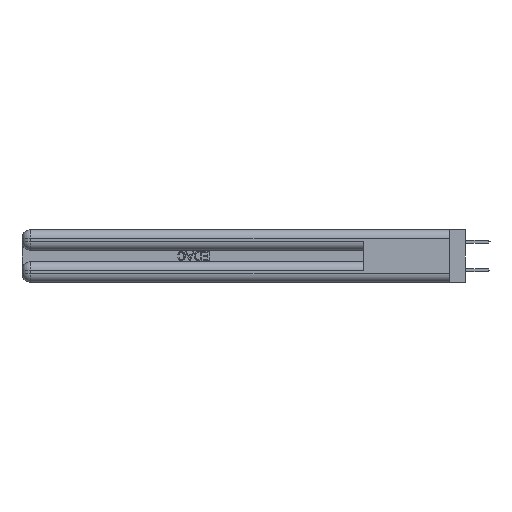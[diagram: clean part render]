
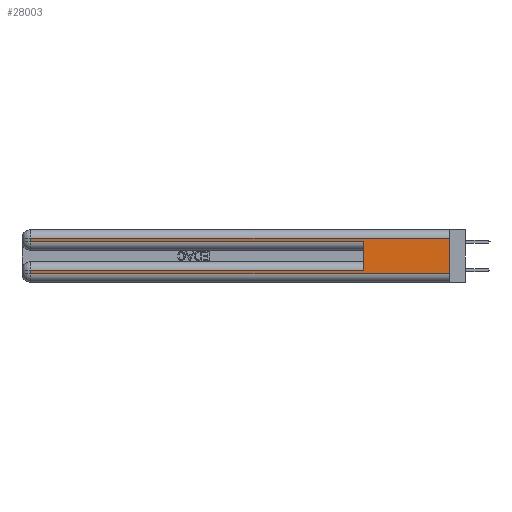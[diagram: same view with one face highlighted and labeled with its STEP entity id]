
A CAD part, left-side view. The second image highlights one B-rep face of the part: STEP entity #28003.
In plain terms, the highlighted planar face has unit normal (-1, 0, 0).
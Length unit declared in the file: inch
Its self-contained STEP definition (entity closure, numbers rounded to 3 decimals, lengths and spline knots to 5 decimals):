
#216 = CARTESIAN_POINT ( 'NONE',  ( 0., 2.94, 0.06 ) ) ;
#1069 = DIRECTION ( 'NONE',  ( 0., 0., -1. ) ) ;
#1334 = DIRECTION ( 'NONE',  ( 0., -1., 0. ) ) ;
#1482 = EDGE_CURVE ( 'NONE', #43041, #15165, #45478, .T. ) ;
#2269 = ORIENTED_EDGE ( 'NONE', *, *, #18396, .F. ) ;
#2392 = CARTESIAN_POINT ( 'NONE',  ( 0., 0., 0.06 ) ) ;
#2852 = EDGE_CURVE ( 'NONE', #23069, #19098, #11147, .T. ) ;
#4395 = ORIENTED_EDGE ( 'NONE', *, *, #2852, .T. ) ;
#4613 = CARTESIAN_POINT ( 'NONE',  ( 0., 2.94, 0.37 ) ) ;
#4693 = DIRECTION ( 'NONE',  ( 1., 0., 0. ) ) ;
#5405 = VECTOR ( 'NONE', #45279, 39.37008 ) ;
#7957 = EDGE_CURVE ( 'NONE', #15165, #38367, #30732, .T. ) ;
#10179 = ORIENTED_EDGE ( 'NONE', *, *, #1482, .T. ) ;
#10239 = EDGE_CURVE ( 'NONE', #38367, #33331, #30659, .T. ) ;
#10861 = VECTOR ( 'NONE', #1334, 39.37008 ) ;
#11147 = LINE ( 'NONE', #4613, #24725 ) ;
#11601 = CARTESIAN_POINT ( 'NONE',  ( 0., 0., 0.31 ) ) ;
#11804 = DIRECTION ( 'NONE',  ( 0., 0., -1. ) ) ;
#13393 = CARTESIAN_POINT ( 'NONE',  ( 0., 2.94, 0.37 ) ) ;
#13718 = EDGE_CURVE ( 'NONE', #19098, #39226, #46261, .T. ) ;
#13948 = CARTESIAN_POINT ( 'NONE',  ( 0., 0., 0.37 ) ) ;
#14011 = EDGE_LOOP ( 'NONE', ( #40810, #38568, #4395, #32082, #2269, #10179, #44949, #14931 ) ) ;
#14931 = ORIENTED_EDGE ( 'NONE', *, *, #10239, .T. ) ;
#15165 = VERTEX_POINT ( 'NONE', #18293 ) ;
#15261 = CARTESIAN_POINT ( 'NONE',  ( 0., 0., 0.085 ) ) ;
#18293 = CARTESIAN_POINT ( 'NONE',  ( 0., 2.94, 0.085 ) ) ;
#18396 = EDGE_CURVE ( 'NONE', #43041, #39226, #47975, .T. ) ;
#19098 = VERTEX_POINT ( 'NONE', #27159 ) ;
#20210 = CARTESIAN_POINT ( 'NONE',  ( 0., 0.6, 0.285 ) ) ;
#20434 = CARTESIAN_POINT ( 'NONE',  ( 0., 0.6, 0.085 ) ) ;
#22447 = LINE ( 'NONE', #35657, #41298 ) ;
#23069 = VERTEX_POINT ( 'NONE', #24735 ) ;
#23431 = CARTESIAN_POINT ( 'NONE',  ( 0., 0., 0.37 ) ) ;
#24725 = VECTOR ( 'NONE', #11804, 39.37008 ) ;
#24735 = CARTESIAN_POINT ( 'NONE',  ( 0., 2.94, 0.31 ) ) ;
#25155 = DIRECTION ( 'NONE',  ( 0., 0., -1. ) ) ;
#26630 = VECTOR ( 'NONE', #38242, 39.37008 ) ;
#27159 = CARTESIAN_POINT ( 'NONE',  ( 0., 2.94, 0.285 ) ) ;
#28003 = ADVANCED_FACE ( 'NONE', ( #37887 ), #42381, .F. ) ;
#28557 = DIRECTION ( 'NONE',  ( 0., 0., -1. ) ) ;
#29054 = DIRECTION ( 'NONE',  ( 0., -1., 0. ) ) ;
#29512 = VECTOR ( 'NONE', #28557, 39.37008 ) ;
#30058 = VERTEX_POINT ( 'NONE', #11601 ) ;
#30659 = LINE ( 'NONE', #2392, #35376 ) ;
#30732 = LINE ( 'NONE', #13393, #29512 ) ;
#31868 = DIRECTION ( 'NONE',  ( 0., 1., 0. ) ) ;
#32082 = ORIENTED_EDGE ( 'NONE', *, *, #13718, .T. ) ;
#33221 = VECTOR ( 'NONE', #25155, 39.37008 ) ;
#33331 = VERTEX_POINT ( 'NONE', #36047 ) ;
#35376 = VECTOR ( 'NONE', #29054, 39.37008 ) ;
#35657 = CARTESIAN_POINT ( 'NONE',  ( 0., 0., 0.31 ) ) ;
#35919 = EDGE_CURVE ( 'NONE', #30058, #23069, #22447, .T. ) ;
#36047 = CARTESIAN_POINT ( 'NONE',  ( 0., 0., 0.06 ) ) ;
#37887 = FACE_OUTER_BOUND ( 'NONE', #14011, .T. ) ;
#38242 = DIRECTION ( 'NONE',  ( 0., 0., 1. ) ) ;
#38367 = VERTEX_POINT ( 'NONE', #216 ) ;
#38568 = ORIENTED_EDGE ( 'NONE', *, *, #35919, .T. ) ;
#39226 = VERTEX_POINT ( 'NONE', #20210 ) ;
#40284 = LINE ( 'NONE', #13948, #33221 ) ;
#40810 = ORIENTED_EDGE ( 'NONE', *, *, #46333, .F. ) ;
#41298 = VECTOR ( 'NONE', #31868, 39.37008 ) ;
#41885 = CARTESIAN_POINT ( 'NONE',  ( 0., 0.6, 0.145 ) ) ;
#42381 = PLANE ( 'NONE',  #45380 ) ;
#43041 = VERTEX_POINT ( 'NONE', #20434 ) ;
#44949 = ORIENTED_EDGE ( 'NONE', *, *, #7957, .T. ) ;
#45279 = DIRECTION ( 'NONE',  ( 0., 1., 0. ) ) ;
#45380 = AXIS2_PLACEMENT_3D ( 'NONE', #23431, #4693, #1069 ) ;
#45478 = LINE ( 'NONE', #15261, #5405 ) ;
#46261 = LINE ( 'NONE', #46303, #10861 ) ;
#46303 = CARTESIAN_POINT ( 'NONE',  ( 0., 0., 0.285 ) ) ;
#46333 = EDGE_CURVE ( 'NONE', #30058, #33331, #40284, .T. ) ;
#47975 = LINE ( 'NONE', #41885, #26630 ) ;
